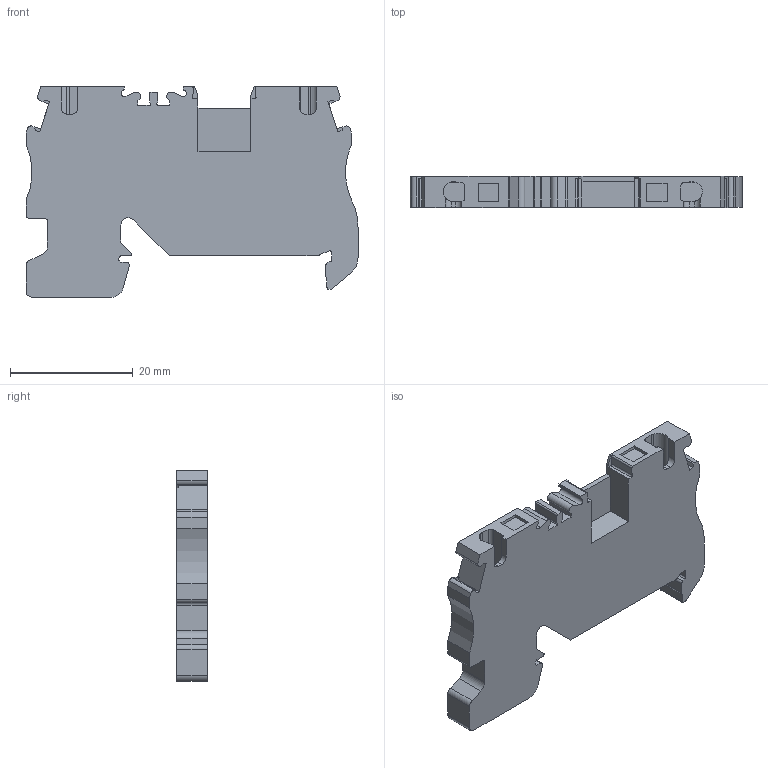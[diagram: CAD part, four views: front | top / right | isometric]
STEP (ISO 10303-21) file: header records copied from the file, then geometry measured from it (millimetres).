
FILE_DESCRIPTION(/* description */ ('Unknown'),/* implementation_level */ '2;1');
FILE_NAME(/* name */ 'DSET2.5_GN_3D',/* time_stamp */ '2019-10-26T13:54:37+05:00',/* author */ ('Unknown'),/* organization */ ('Unknown'),/* preprocessor_version */ 'ST-DEVELOPER v16.7',/* originating_system */ 'DEX',/* authorisation */ $);
FILE_SCHEMA (('AUTOMOTIVE_DESIGN {1 0 10303 214 3 1 1}'));
Length unit declared in the file: millimetre
Products named in the file (1): DSET2.5
Bounding box: 54.05 x 5 x 34.3 mm (x, y, z)
Volume: 6602.2 mm3; surface area: 4451.4 mm2
Topology: 1 solids, 1 shells, 168 faces, 485 edges, 322 vertices
Faces by surface type: plane 113, cylinder 55
Entity records: 5541 total; most frequent: CARTESIAN_POINT 984, ORIENTED_EDGE 970, DIRECTION 931, EDGE_CURVE 485, LINE 373, VECTOR 373, VERTEX_POINT 322, AXIS2_PLACEMENT_3D 279
